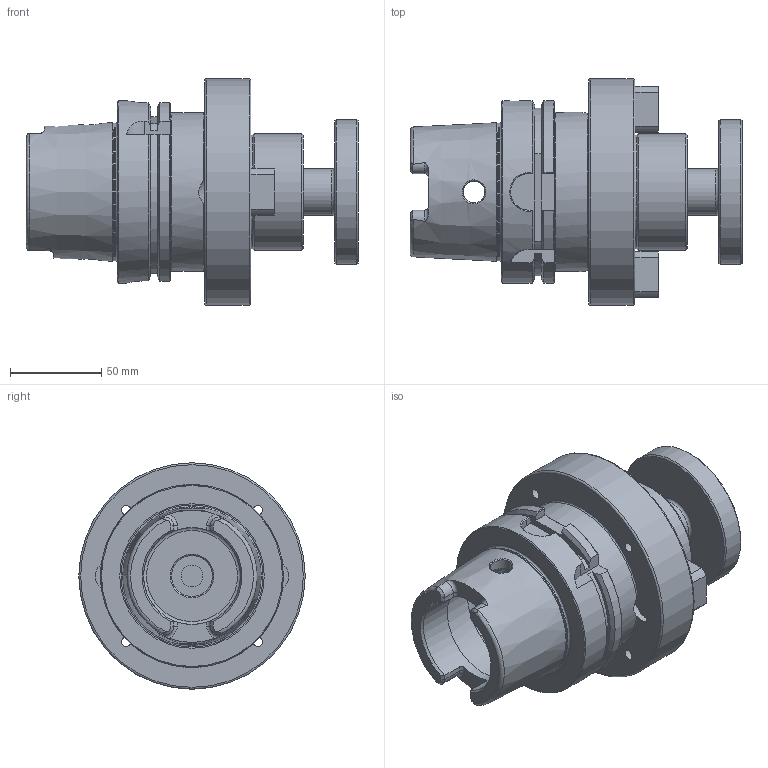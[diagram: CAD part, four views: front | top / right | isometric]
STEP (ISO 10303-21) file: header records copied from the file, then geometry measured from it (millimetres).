
FILE_DESCRIPTION((''),'2;1');
FILE_NAME('H100-25SM2.stp','2014-08-08T14:40:47',('kaykin'),(''),'Autodesk Inventor 2012','Autodesk Inventor 2012','');
FILE_SCHEMA(('AUTOMOTIVE_DESIGN { 1 0 10303 214 1 1 1 1 }'));
Length unit declared in the file: inch
Products named in the file (4): H100-25SM2; 25LS; 25KY
Assembly tree (4 placements, depth 2):
  H100-25SM2
    H100-25SM2
    25LS
    25KY  x2
Bounding box: 181.57 x 123.83 x 123.83 mm (x, y, z)
Volume: 801980.1 mm3; surface area: 118032.1 mm2
Topology: 4 solids, 4 shells, 203 faces, 515 edges, 325 vertices
Faces by surface type: plane 71, cylinder 56, cone 45, torus 20, bspline 11
Full cylindrical faces by diameter (mm): 10 x1, 12 x3, 12.751 x1, 13.386 x4, 22.377 x1, 23.444 x1, 25.016 x1, 25.387 x2, 25.397 x2, 25.4 x1, 26.162 x1, 53 x2, 61.976 x1, 63 x1, 63.5 x1, 75.364 x1, 79.248 x1, 86.995 x1, 100 x1, 123.825 x1
Entity records: 6370 total; most frequent: CARTESIAN_POINT 2070, DIRECTION 823, ORIENTED_EDGE 792, EDGE_CURVE 396, AXIS2_PLACEMENT_3D 352, VERTEX_POINT 281, EDGE_LOOP 277, FACE_OUTER_BOUND 190
